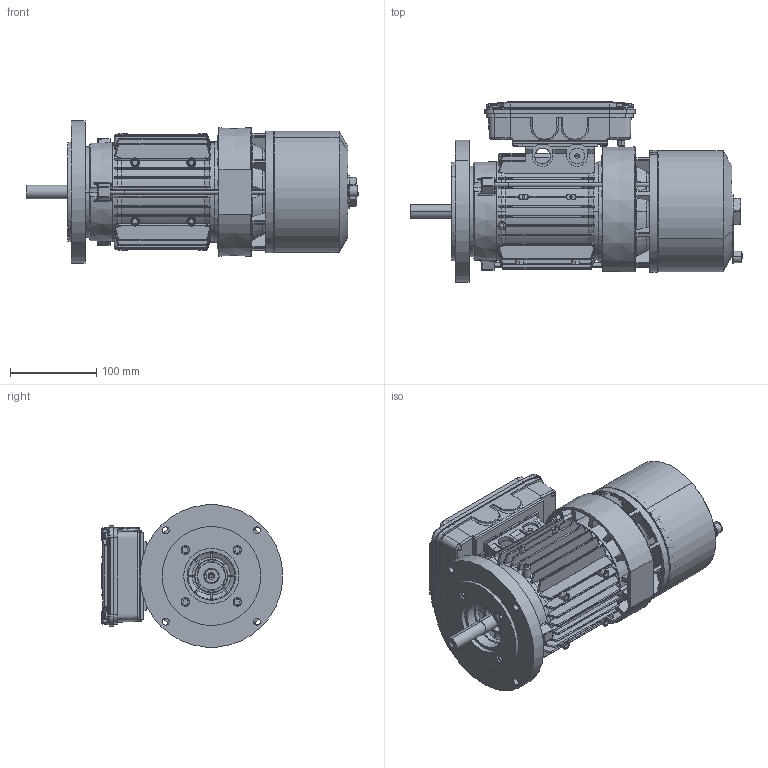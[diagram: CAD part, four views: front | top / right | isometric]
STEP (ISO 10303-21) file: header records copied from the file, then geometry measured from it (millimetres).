
FILE_DESCRIPTION (( 'STEP AP214' ), '1' );
FILE_NAME ('18I8.STEP', '2024-04-23T22:11:41', ( '' ), ( '' ), 'SwSTEP 2.0', 'SolidWorks 2021', '' );
FILE_SCHEMA (( 'AUTOMOTIVE_DESIGN' ));
Length unit declared in the file: inch
Products named in the file (1): 18I8
Bounding box: 383.94 x 209.19 x 164.37 mm (x, y, z)
Volume: 1288134.4 mm3; surface area: 750178.2 mm2
Topology: 25 solids, 33 shells, 3962 faces, 10577 edges, 6620 vertices
Faces by surface type: plane 1312, cylinder 1172, bspline 1045, cone 433
Entity records: 159264 total; most frequent: CARTESIAN_POINT 68781, ORIENTED_EDGE 20778, DIRECTION 16387, EDGE_CURVE 10389, VERTEX_POINT 6620, AXIS2_PLACEMENT_3D 6084, EDGE_LOOP 4261, VECTOR 4219
